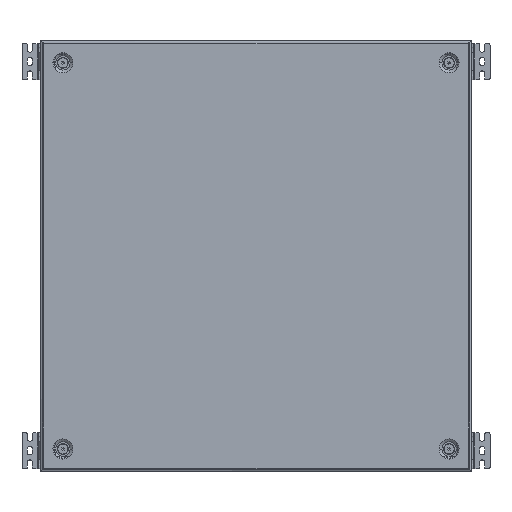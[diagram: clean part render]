
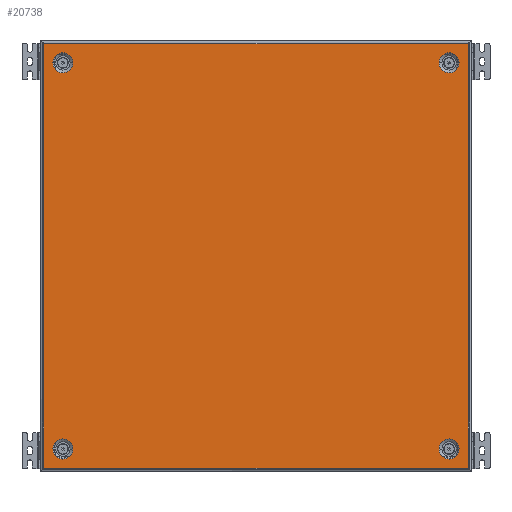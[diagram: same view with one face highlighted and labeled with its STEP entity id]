
A CAD part, top view. The second image highlights one B-rep face of the part: STEP entity #20738.
In plain terms, the highlighted planar face has unit normal (0, 0, 1).
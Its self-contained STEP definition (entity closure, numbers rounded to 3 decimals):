
#20 = CARTESIAN_POINT ( 'NONE',  ( 0., 0., 0. ) ) ;
#1159 = EDGE_CURVE ( 'NONE', #25500, #20704, #15425, .T. ) ;
#1303 = ORIENTED_EDGE ( 'NONE', *, *, #25949, .F. ) ;
#1603 = ORIENTED_EDGE ( 'NONE', *, *, #9529, .F. ) ;
#1761 = ORIENTED_EDGE ( 'NONE', *, *, #22529, .F. ) ;
#1867 = DIRECTION ( 'NONE',  ( 1., 0., 0. ) ) ;
#1869 = VERTEX_POINT ( 'NONE', #28110 ) ;
#2137 = VERTEX_POINT ( 'NONE', #22580 ) ;
#2152 = CARTESIAN_POINT ( 'NONE',  ( 295.4, -295.5, 0. ) ) ;
#2469 = DIRECTION ( 'NONE',  ( 0., 0., 1. ) ) ;
#2482 = FACE_BOUND ( 'NONE', #20118, .T. ) ;
#2678 = AXIS2_PLACEMENT_3D ( 'NONE', #15255, #2469, #21934 ) ;
#2890 = AXIS2_PLACEMENT_3D ( 'NONE', #7857, #17428, #24394 ) ;
#3001 = VERTEX_POINT ( 'NONE', #2152 ) ;
#3236 = VECTOR ( 'NONE', #20424, 1000. ) ;
#3301 = DIRECTION ( 'NONE',  ( 1., 0., 0. ) ) ;
#3659 = DIRECTION ( 'NONE',  ( 0., -1., 0. ) ) ;
#3775 = CIRCLE ( 'NONE', #7525, 14. ) ;
#4351 = DIRECTION ( 'NONE',  ( 1., 0., 0. ) ) ;
#4466 = VERTEX_POINT ( 'NONE', #4635 ) ;
#4635 = CARTESIAN_POINT ( 'NONE',  ( 295.5, -295.5, 0. ) ) ;
#4661 = AXIS2_PLACEMENT_3D ( 'NONE', #28479, #8579, #23669 ) ;
#4833 = EDGE_CURVE ( 'NONE', #12835, #8817, #19432, .T. ) ;
#4859 = CARTESIAN_POINT ( 'NONE',  ( 295.793, 295.5, 0. ) ) ;
#4903 = VECTOR ( 'NONE', #3301, 1000. ) ;
#5048 = CIRCLE ( 'NONE', #16623, 14. ) ;
#5236 = ORIENTED_EDGE ( 'NONE', *, *, #10318, .F. ) ;
#5679 = LINE ( 'NONE', #14526, #24058 ) ;
#5719 = VERTEX_POINT ( 'NONE', #6543 ) ;
#6543 = CARTESIAN_POINT ( 'NONE',  ( 295.5, 295.5, 0. ) ) ;
#6709 = CARTESIAN_POINT ( 'NONE',  ( -295.4, 295.5, 0. ) ) ;
#6734 = CARTESIAN_POINT ( 'NONE',  ( -255., 269., 0. ) ) ;
#6791 = VERTEX_POINT ( 'NONE', #15165 ) ;
#6985 = EDGE_CURVE ( 'NONE', #8817, #3001, #20702, .T. ) ;
#7064 = EDGE_CURVE ( 'NONE', #4466, #5719, #7767, .T. ) ;
#7306 = LINE ( 'NONE', #20522, #25453 ) ;
#7525 = AXIS2_PLACEMENT_3D ( 'NONE', #26469, #24573, #17888 ) ;
#7595 = ORIENTED_EDGE ( 'NONE', *, *, #7064, .T. ) ;
#7753 = ORIENTED_EDGE ( 'NONE', *, *, #27120, .T. ) ;
#7767 = LINE ( 'NONE', #14440, #15628 ) ;
#7857 = CARTESIAN_POINT ( 'NONE',  ( -269., -269., 0. ) ) ;
#8028 = CARTESIAN_POINT ( 'NONE',  ( 255., -269., 0. ) ) ;
#8322 = ORIENTED_EDGE ( 'NONE', *, *, #6985, .T. ) ;
#8378 = CARTESIAN_POINT ( 'NONE',  ( -295.5, 295.5, 0. ) ) ;
#8579 = DIRECTION ( 'NONE',  ( 0., 0., 1. ) ) ;
#8608 = DIRECTION ( 'NONE',  ( 1., 0., 0. ) ) ;
#8817 = VERTEX_POINT ( 'NONE', #26017 ) ;
#9367 = CARTESIAN_POINT ( 'NONE',  ( -283., 269., 0. ) ) ;
#9529 = EDGE_CURVE ( 'NONE', #19479, #27592, #11183, .T. ) ;
#9746 = DIRECTION ( 'NONE',  ( 1., 0., 0. ) ) ;
#9915 = ORIENTED_EDGE ( 'NONE', *, *, #21921, .T. ) ;
#9969 = AXIS2_PLACEMENT_3D ( 'NONE', #25425, #21195, #16983 ) ;
#10001 = CARTESIAN_POINT ( 'NONE',  ( 283., -269., 0. ) ) ;
#10007 = ORIENTED_EDGE ( 'NONE', *, *, #23804, .F. ) ;
#10318 = EDGE_CURVE ( 'NONE', #27592, #19479, #28559, .T. ) ;
#10771 = DIRECTION ( 'NONE',  ( 0., 0., 1. ) ) ;
#11183 = CIRCLE ( 'NONE', #26363, 14. ) ;
#11977 = DIRECTION ( 'NONE',  ( 1., 0., 0. ) ) ;
#12835 = VERTEX_POINT ( 'NONE', #21079 ) ;
#12963 = CARTESIAN_POINT ( 'NONE',  ( -295.5, 295.793, 0. ) ) ;
#13366 = EDGE_CURVE ( 'NONE', #6791, #2137, #3775, .T. ) ;
#13584 = LINE ( 'NONE', #4859, #3236 ) ;
#13690 = FACE_BOUND ( 'NONE', #16790, .T. ) ;
#14381 = DIRECTION ( 'NONE',  ( 0., 0., 1. ) ) ;
#14440 = CARTESIAN_POINT ( 'NONE',  ( 295.5, -295.793, 0. ) ) ;
#14464 = CARTESIAN_POINT ( 'NONE',  ( 269., -269., 0. ) ) ;
#14526 = CARTESIAN_POINT ( 'NONE',  ( -297.5, 295.5, 0. ) ) ;
#14720 = DIRECTION ( 'NONE',  ( 0., 1., 0. ) ) ;
#14794 = VECTOR ( 'NONE', #3659, 1000. ) ;
#15165 = CARTESIAN_POINT ( 'NONE',  ( 283., 269., 0. ) ) ;
#15255 = CARTESIAN_POINT ( 'NONE',  ( -269., 269., 0. ) ) ;
#15263 = CARTESIAN_POINT ( 'NONE',  ( -255., -269., 0. ) ) ;
#15408 = FACE_BOUND ( 'NONE', #20410, .T. ) ;
#15425 = CIRCLE ( 'NONE', #2890, 14. ) ;
#15628 = VECTOR ( 'NONE', #14720, 1000. ) ;
#16148 = EDGE_CURVE ( 'NONE', #2137, #6791, #22484, .T. ) ;
#16623 = AXIS2_PLACEMENT_3D ( 'NONE', #23673, #17141, #16861 ) ;
#16790 = EDGE_LOOP ( 'NONE', ( #19221, #19624 ) ) ;
#16861 = DIRECTION ( 'NONE',  ( 1., 0., 0. ) ) ;
#16983 = DIRECTION ( 'NONE',  ( -1., 0., 0. ) ) ;
#17141 = DIRECTION ( 'NONE',  ( 0., 0., 1. ) ) ;
#17428 = DIRECTION ( 'NONE',  ( 0., 0., 1. ) ) ;
#17888 = DIRECTION ( 'NONE',  ( -1., 0., 0. ) ) ;
#18339 = DIRECTION ( 'NONE',  ( -1., 0., 0. ) ) ;
#19221 = ORIENTED_EDGE ( 'NONE', *, *, #13366, .F. ) ;
#19364 = EDGE_CURVE ( 'NONE', #25668, #28435, #23126, .T. ) ;
#19367 = LINE ( 'NONE', #12963, #14794 ) ;
#19432 = LINE ( 'NONE', #28298, #4903 ) ;
#19479 = VERTEX_POINT ( 'NONE', #8028 ) ;
#19494 = LINE ( 'NONE', #21816, #26850 ) ;
#19624 = ORIENTED_EDGE ( 'NONE', *, *, #16148, .F. ) ;
#19684 = VERTEX_POINT ( 'NONE', #6709 ) ;
#19884 = ORIENTED_EDGE ( 'NONE', *, *, #4833, .T. ) ;
#19928 = FACE_BOUND ( 'NONE', #27789, .T. ) ;
#20118 = EDGE_LOOP ( 'NONE', ( #1303, #24002 ) ) ;
#20410 = EDGE_LOOP ( 'NONE', ( #27585, #10007 ) ) ;
#20424 = DIRECTION ( 'NONE',  ( -1., 0., 0. ) ) ;
#20522 = CARTESIAN_POINT ( 'NONE',  ( 295.793, 295.5, 0. ) ) ;
#20556 = VERTEX_POINT ( 'NONE', #8378 ) ;
#20702 = LINE ( 'NONE', #25210, #23493 ) ;
#20704 = VERTEX_POINT ( 'NONE', #15263 ) ;
#20738 = ADVANCED_FACE ( 'NONE', ( #2482, #13690, #26475, #19928, #15408 ), #24275, .T. ) ;
#21079 = CARTESIAN_POINT ( 'NONE',  ( -295.5, -295.5, 0. ) ) ;
#21147 = AXIS2_PLACEMENT_3D ( 'NONE', #22278, #14381, #9746 ) ;
#21195 = DIRECTION ( 'NONE',  ( 0., 0., 1. ) ) ;
#21816 = CARTESIAN_POINT ( 'NONE',  ( 297.5, -295.5, 0. ) ) ;
#21921 = EDGE_CURVE ( 'NONE', #3001, #4466, #19494, .T. ) ;
#21934 = DIRECTION ( 'NONE',  ( 1., 0., 0. ) ) ;
#22278 = CARTESIAN_POINT ( 'NONE',  ( 269., -269., 0. ) ) ;
#22484 = CIRCLE ( 'NONE', #9969, 14. ) ;
#22529 = EDGE_CURVE ( 'NONE', #20556, #19684, #5679, .T. ) ;
#22580 = CARTESIAN_POINT ( 'NONE',  ( 255., 269., 0. ) ) ;
#23083 = AXIS2_PLACEMENT_3D ( 'NONE', #20, #10771, #4351 ) ;
#23126 = CIRCLE ( 'NONE', #2678, 14. ) ;
#23173 = ORIENTED_EDGE ( 'NONE', *, *, #25792, .T. ) ;
#23323 = DIRECTION ( 'NONE',  ( 1., 0., 0. ) ) ;
#23331 = ORIENTED_EDGE ( 'NONE', *, *, #28440, .T. ) ;
#23493 = VECTOR ( 'NONE', #11977, 1000. ) ;
#23669 = DIRECTION ( 'NONE',  ( -1., 0., 0. ) ) ;
#23673 = CARTESIAN_POINT ( 'NONE',  ( -269., 269., 0. ) ) ;
#23804 = EDGE_CURVE ( 'NONE', #20704, #25500, #25087, .T. ) ;
#24002 = ORIENTED_EDGE ( 'NONE', *, *, #19364, .F. ) ;
#24058 = VECTOR ( 'NONE', #1867, 1000. ) ;
#24275 = PLANE ( 'NONE',  #23083 ) ;
#24394 = DIRECTION ( 'NONE',  ( -1., 0., 0. ) ) ;
#24573 = DIRECTION ( 'NONE',  ( 0., 0., 1. ) ) ;
#25087 = CIRCLE ( 'NONE', #4661, 14. ) ;
#25210 = CARTESIAN_POINT ( 'NONE',  ( -295.793, -295.5, 0. ) ) ;
#25425 = CARTESIAN_POINT ( 'NONE',  ( 269., 269., 0. ) ) ;
#25453 = VECTOR ( 'NONE', #18339, 1000. ) ;
#25500 = VERTEX_POINT ( 'NONE', #25630 ) ;
#25630 = CARTESIAN_POINT ( 'NONE',  ( -283., -269., 0. ) ) ;
#25668 = VERTEX_POINT ( 'NONE', #6734 ) ;
#25792 = EDGE_CURVE ( 'NONE', #5719, #1869, #7306, .T. ) ;
#25949 = EDGE_CURVE ( 'NONE', #28435, #25668, #5048, .T. ) ;
#26017 = CARTESIAN_POINT ( 'NONE',  ( -295.4, -295.5, 0. ) ) ;
#26363 = AXIS2_PLACEMENT_3D ( 'NONE', #14464, #28114, #23323 ) ;
#26469 = CARTESIAN_POINT ( 'NONE',  ( 269., 269., 0. ) ) ;
#26475 = FACE_OUTER_BOUND ( 'NONE', #26797, .T. ) ;
#26797 = EDGE_LOOP ( 'NONE', ( #23173, #23331, #1761, #7753, #19884, #8322, #9915, #7595 ) ) ;
#26850 = VECTOR ( 'NONE', #8608, 1000. ) ;
#27120 = EDGE_CURVE ( 'NONE', #20556, #12835, #19367, .T. ) ;
#27585 = ORIENTED_EDGE ( 'NONE', *, *, #1159, .F. ) ;
#27592 = VERTEX_POINT ( 'NONE', #10001 ) ;
#27789 = EDGE_LOOP ( 'NONE', ( #5236, #1603 ) ) ;
#28110 = CARTESIAN_POINT ( 'NONE',  ( 295.4, 295.5, 0. ) ) ;
#28114 = DIRECTION ( 'NONE',  ( 0., 0., 1. ) ) ;
#28298 = CARTESIAN_POINT ( 'NONE',  ( -295.793, -295.5, 0. ) ) ;
#28435 = VERTEX_POINT ( 'NONE', #9367 ) ;
#28440 = EDGE_CURVE ( 'NONE', #1869, #19684, #13584, .T. ) ;
#28479 = CARTESIAN_POINT ( 'NONE',  ( -269., -269., 0. ) ) ;
#28559 = CIRCLE ( 'NONE', #21147, 14. ) ;
